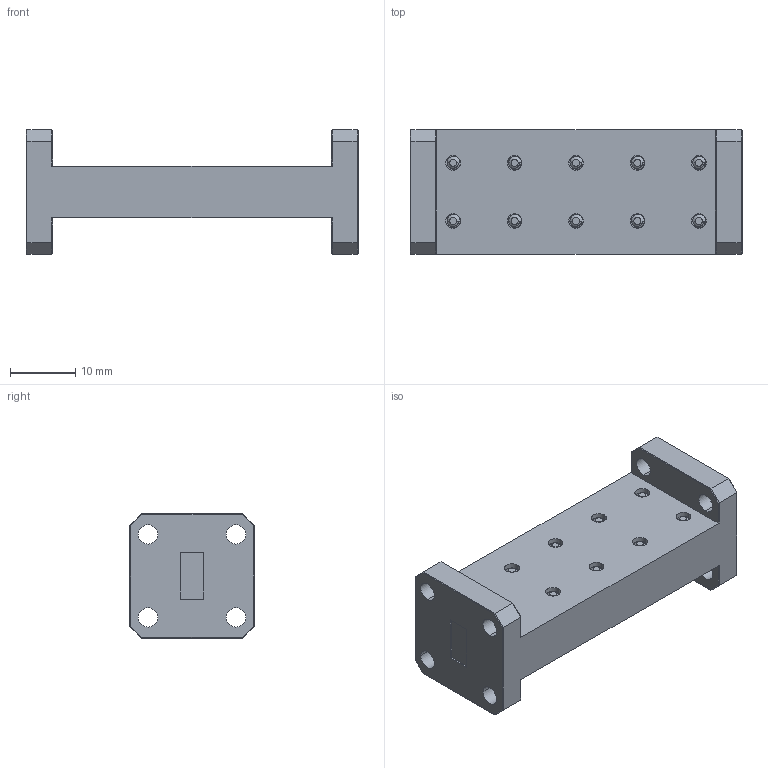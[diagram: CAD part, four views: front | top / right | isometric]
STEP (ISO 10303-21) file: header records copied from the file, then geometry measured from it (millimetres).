
FILE_DESCRIPTION (( 'STEP AP203' ), '1' );
FILE_NAME ('DMWF-28-101-B1 DF.STEP', '2019-06-05T19:43:52', ( '' ), ( '' ), 'SwSTEP 2.0', 'SolidWorks 2016', '' );
FILE_SCHEMA (( 'CONFIG_CONTROL_DESIGN' ));
Length unit declared in the file: inch
Products named in the file (1): DMWF-28-101-B1 DF
Bounding box: 50.8 x 19.05 x 19.05 mm (x, y, z)
Volume: 8952 mm3; surface area: 5337.3 mm2
Topology: 5 solids, 19 shells, 656 faces, 1494 edges, 920 vertices
Faces by surface type: cylinder 252, plane 210, cone 154, bspline 40
Entity records: 32629 total; most frequent: CARTESIAN_POINT 18763, ORIENTED_EDGE 2972, DIRECTION 2740, EDGE_CURVE 1486, AXIS2_PLACEMENT_3D 1077, VERTEX_POINT 920, EDGE_LOOP 744, FACE_OUTER_BOUND 656
